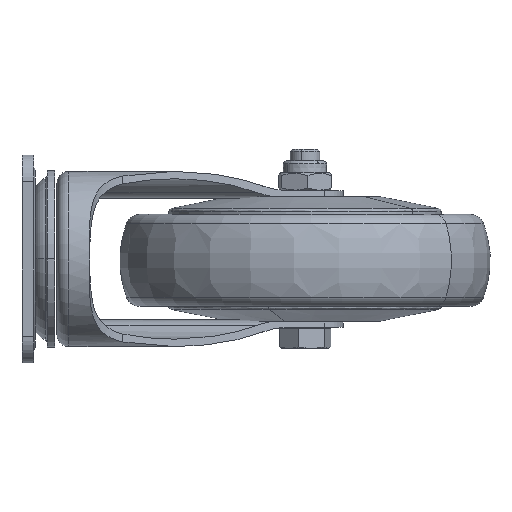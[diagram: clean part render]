
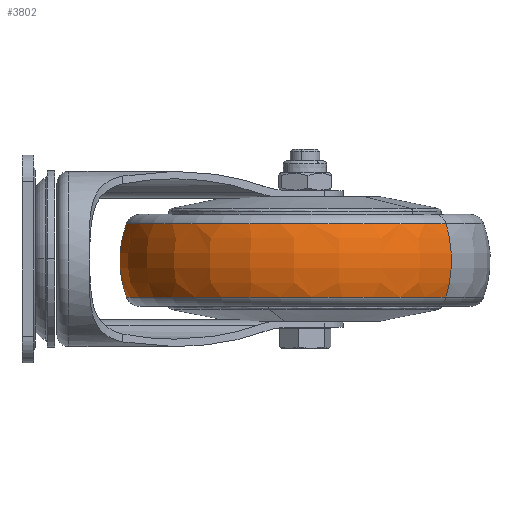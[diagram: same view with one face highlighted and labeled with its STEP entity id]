
A CAD part, left-side view. The second image highlights one B-rep face of the part: STEP entity #3802.
In plain terms, the highlighted toroidal (fillet/blend) face has major radius 28.5 mm and minor radius 34 mm.
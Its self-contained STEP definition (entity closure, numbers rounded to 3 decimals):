
#358 = VERTEX_POINT ( 'NONE', #7549 ) ;
#447 = AXIS2_PLACEMENT_3D ( 'NONE', #2544, #2655, #9150 ) ;
#657 = VERTEX_POINT ( 'NONE', #10864 ) ;
#709 = DIRECTION ( 'NONE',  ( -1., 0., 0. ) ) ;
#813 = EDGE_CURVE ( 'NONE', #4852, #358, #8417, .T. ) ;
#1012 = CIRCLE ( 'NONE', #447, 60.193 ) ;
#1253 = CIRCLE ( 'NONE', #6975, 34. ) ;
#1328 = AXIS2_PLACEMENT_3D ( 'NONE', #5822, #6806, #2239 ) ;
#2143 = DIRECTION ( 'NONE',  ( -1., 0., 0. ) ) ;
#2239 = DIRECTION ( 'NONE',  ( 0., 0., 1. ) ) ;
#2544 = CARTESIAN_POINT ( 'NONE',  ( -12.31, 0., 0. ) ) ;
#2655 = DIRECTION ( 'NONE',  ( -1., 0., 0. ) ) ;
#2796 = CARTESIAN_POINT ( 'NONE',  ( 0., 0., 0. ) ) ;
#2826 = TOROIDAL_SURFACE ( 'NONE', #8753, 28.5, 34. ) ;
#3122 = DIRECTION ( 'NONE',  ( 0., 0., -1. ) ) ;
#3198 = CARTESIAN_POINT ( 'NONE',  ( 12.31, 0., 0. ) ) ;
#3556 = DIRECTION ( 'NONE',  ( 0., 0., 1. ) ) ;
#3590 = ORIENTED_EDGE ( 'NONE', *, *, #9313, .T. ) ;
#3802 = ADVANCED_FACE ( 'NONE', ( #6565 ), #2826, .T. ) ;
#3872 = EDGE_CURVE ( 'NONE', #657, #7087, #1253, .T. ) ;
#3965 = CARTESIAN_POINT ( 'NONE',  ( 0., 0., 28.5 ) ) ;
#4122 = ORIENTED_EDGE ( 'NONE', *, *, #813, .T. ) ;
#4335 = ORIENTED_EDGE ( 'NONE', *, *, #3872, .F. ) ;
#4852 = VERTEX_POINT ( 'NONE', #6456 ) ;
#5822 = CARTESIAN_POINT ( 'NONE',  ( 0., 0., -28.5 ) ) ;
#6376 = CIRCLE ( 'NONE', #8329, 60.193 ) ;
#6456 = CARTESIAN_POINT ( 'NONE',  ( 12.31, 0., -60.193 ) ) ;
#6565 = FACE_OUTER_BOUND ( 'NONE', #9499, .T. ) ;
#6806 = DIRECTION ( 'NONE',  ( 0., 1., 0. ) ) ;
#6975 = AXIS2_PLACEMENT_3D ( 'NONE', #3965, #11396, #3122 ) ;
#7087 = VERTEX_POINT ( 'NONE', #9614 ) ;
#7517 = EDGE_CURVE ( 'NONE', #7087, #358, #1012, .T. ) ;
#7549 = CARTESIAN_POINT ( 'NONE',  ( -12.31, 0., -60.193 ) ) ;
#7677 = DIRECTION ( 'NONE',  ( 0., 0., 1. ) ) ;
#8329 = AXIS2_PLACEMENT_3D ( 'NONE', #3198, #2143, #7677 ) ;
#8417 = CIRCLE ( 'NONE', #1328, 34. ) ;
#8753 = AXIS2_PLACEMENT_3D ( 'NONE', #2796, #709, #3556 ) ;
#9150 = DIRECTION ( 'NONE',  ( 0., 0., 1. ) ) ;
#9313 = EDGE_CURVE ( 'NONE', #657, #4852, #6376, .T. ) ;
#9460 = ORIENTED_EDGE ( 'NONE', *, *, #7517, .F. ) ;
#9499 = EDGE_LOOP ( 'NONE', ( #3590, #4122, #9460, #4335 ) ) ;
#9614 = CARTESIAN_POINT ( 'NONE',  ( -12.31, 0., 60.193 ) ) ;
#10864 = CARTESIAN_POINT ( 'NONE',  ( 12.31, 0., 60.193 ) ) ;
#11396 = DIRECTION ( 'NONE',  ( 0., -1., 0. ) ) ;
